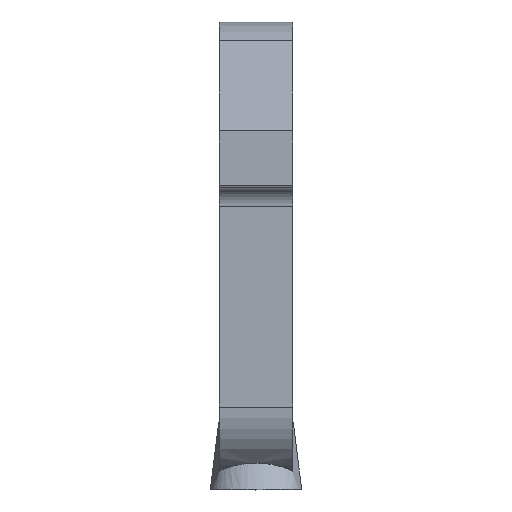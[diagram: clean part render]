
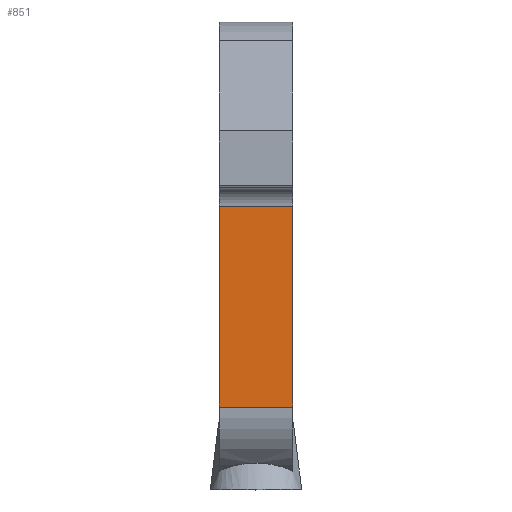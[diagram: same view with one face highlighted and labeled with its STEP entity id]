
A CAD part, top view. The second image highlights one B-rep face of the part: STEP entity #851.
In plain terms, the highlighted planar face has unit normal (0, 0, 1).
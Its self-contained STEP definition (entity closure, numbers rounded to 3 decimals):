
#29 = CARTESIAN_POINT ( 'NONE',  ( 0.2, 0.4, 0. ) ) ;
#57 = ORIENTED_EDGE ( 'NONE', *, *, #1321, .T. ) ;
#58 = CARTESIAN_POINT ( 'NONE',  ( 0.2, 0.4, 0. ) ) ;
#77 = ORIENTED_EDGE ( 'NONE', *, *, #1385, .F. ) ;
#91 = VECTOR ( 'NONE', #250, 1000. ) ;
#107 = EDGE_CURVE ( 'NONE', #1245, #1222, #467, .T. ) ;
#178 = ORIENTED_EDGE ( 'NONE', *, *, #806, .T. ) ;
#185 = VERTEX_POINT ( 'NONE', #1264 ) ;
#226 = DIRECTION ( 'NONE',  ( 0., 1., 0. ) ) ;
#250 = DIRECTION ( 'NONE',  ( -1., 0., 0. ) ) ;
#285 = DIRECTION ( 'NONE',  ( 1., 0., 0. ) ) ;
#467 = LINE ( 'NONE', #683, #1250 ) ;
#497 = CARTESIAN_POINT ( 'NONE',  ( 0.2, 1.5, 0. ) ) ;
#535 = AXIS2_PLACEMENT_3D ( 'NONE', #58, #1332, #285 ) ;
#595 = EDGE_LOOP ( 'NONE', ( #706, #77, #178, #57 ) ) ;
#683 = CARTESIAN_POINT ( 'NONE',  ( -0.2, 0.4, 0. ) ) ;
#699 = VECTOR ( 'NONE', #1140, 1000. ) ;
#706 = ORIENTED_EDGE ( 'NONE', *, *, #107, .F. ) ;
#760 = CARTESIAN_POINT ( 'NONE',  ( 0.2, 0.4, 0. ) ) ;
#806 = EDGE_CURVE ( 'NONE', #185, #1074, #970, .T. ) ;
#851 = ADVANCED_FACE ( 'NONE', ( #1082 ), #977, .T. ) ;
#929 = LINE ( 'NONE', #29, #699 ) ;
#970 = LINE ( 'NONE', #760, #1057 ) ;
#977 = PLANE ( 'NONE',  #535 ) ;
#1057 = VECTOR ( 'NONE', #1098, 1000. ) ;
#1074 = VERTEX_POINT ( 'NONE', #497 ) ;
#1082 = FACE_OUTER_BOUND ( 'NONE', #595, .T. ) ;
#1098 = DIRECTION ( 'NONE',  ( 0., 1., 0. ) ) ;
#1140 = DIRECTION ( 'NONE',  ( -1., 0., 0. ) ) ;
#1167 = LINE ( 'NONE', #1279, #91 ) ;
#1222 = VERTEX_POINT ( 'NONE', #1453 ) ;
#1245 = VERTEX_POINT ( 'NONE', #1367 ) ;
#1250 = VECTOR ( 'NONE', #226, 1000. ) ;
#1264 = CARTESIAN_POINT ( 'NONE',  ( 0.2, 0.4, 0. ) ) ;
#1279 = CARTESIAN_POINT ( 'NONE',  ( 0.2, 1.5, 0. ) ) ;
#1321 = EDGE_CURVE ( 'NONE', #1074, #1222, #1167, .T. ) ;
#1332 = DIRECTION ( 'NONE',  ( 0., 0., 1. ) ) ;
#1367 = CARTESIAN_POINT ( 'NONE',  ( -0.2, 0.4, 0. ) ) ;
#1385 = EDGE_CURVE ( 'NONE', #185, #1245, #929, .T. ) ;
#1453 = CARTESIAN_POINT ( 'NONE',  ( -0.2, 1.5, 0. ) ) ;
